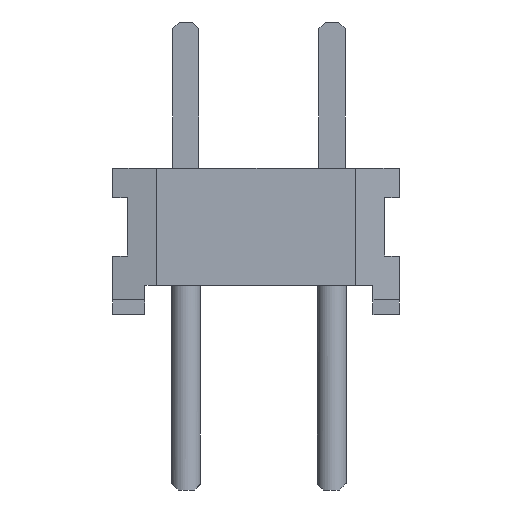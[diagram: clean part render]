
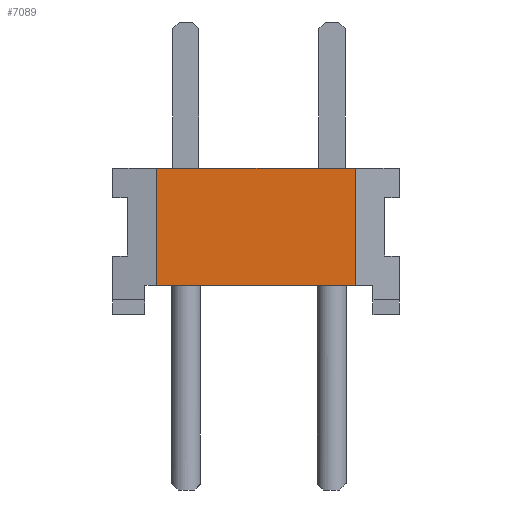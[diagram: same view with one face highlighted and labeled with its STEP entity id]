
A CAD part, left-side view. The second image highlights one B-rep face of the part: STEP entity #7089.
In plain terms, the highlighted planar face has unit normal (-1, 0, 0).
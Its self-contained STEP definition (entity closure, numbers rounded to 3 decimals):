
#7089 = ADVANCED_FACE('',(#7090),#7124,.F.);
#7090 = FACE_BOUND('',#7091,.T.);
#7091 = EDGE_LOOP('',(#7092,#7102,#7110,#7118));
#7092 = ORIENTED_EDGE('',*,*,#7093,.F.);
#7093 = EDGE_CURVE('',#7094,#7096,#7098,.T.);
#7094 = VERTEX_POINT('',#7095);
#7095 = CARTESIAN_POINT('',(-8.255,1.778,2.54));
#7096 = VERTEX_POINT('',#7097);
#7097 = CARTESIAN_POINT('',(-8.255,-1.676,2.54));
#7098 = LINE('',#7099,#7100);
#7099 = CARTESIAN_POINT('',(-8.255,2.54,2.54));
#7100 = VECTOR('',#7101,1.);
#7101 = DIRECTION('',(0.,-1.,0.));
#7102 = ORIENTED_EDGE('',*,*,#7103,.T.);
#7103 = EDGE_CURVE('',#7094,#7104,#7106,.T.);
#7104 = VERTEX_POINT('',#7105);
#7105 = CARTESIAN_POINT('',(-8.255,1.778,0.508));
#7106 = LINE('',#7107,#7108);
#7107 = CARTESIAN_POINT('',(-8.255,1.778,2.54));
#7108 = VECTOR('',#7109,1.);
#7109 = DIRECTION('',(0.,0.,-1.));
#7110 = ORIENTED_EDGE('',*,*,#7111,.T.);
#7111 = EDGE_CURVE('',#7104,#7112,#7114,.T.);
#7112 = VERTEX_POINT('',#7113);
#7113 = CARTESIAN_POINT('',(-8.255,-1.676,0.508));
#7114 = LINE('',#7115,#7116);
#7115 = CARTESIAN_POINT('',(-8.255,1.981,0.508));
#7116 = VECTOR('',#7117,1.);
#7117 = DIRECTION('',(0.,-1.,0.));
#7118 = ORIENTED_EDGE('',*,*,#7119,.T.);
#7119 = EDGE_CURVE('',#7112,#7096,#7120,.T.);
#7120 = LINE('',#7121,#7122);
#7121 = CARTESIAN_POINT('',(-8.255,-1.676,2.54));
#7122 = VECTOR('',#7123,1.);
#7123 = DIRECTION('',(0.,0.,1.));
#7124 = PLANE('',#7125);
#7125 = AXIS2_PLACEMENT_3D('',#7126,#7127,#7128);
#7126 = CARTESIAN_POINT('',(-8.255,2.54,2.54));
#7127 = DIRECTION('',(1.,0.,0.));
#7128 = DIRECTION('',(0.,1.,0.));
